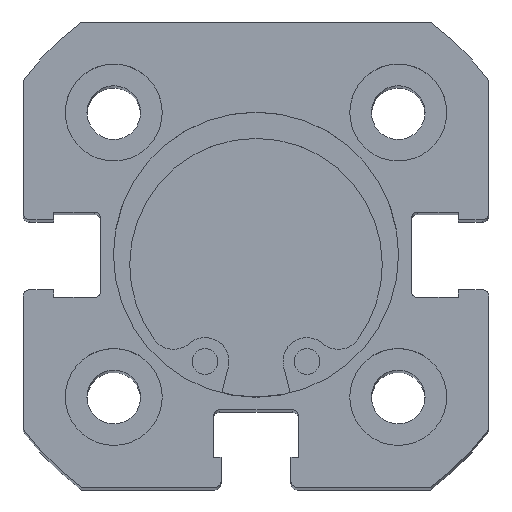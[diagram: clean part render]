
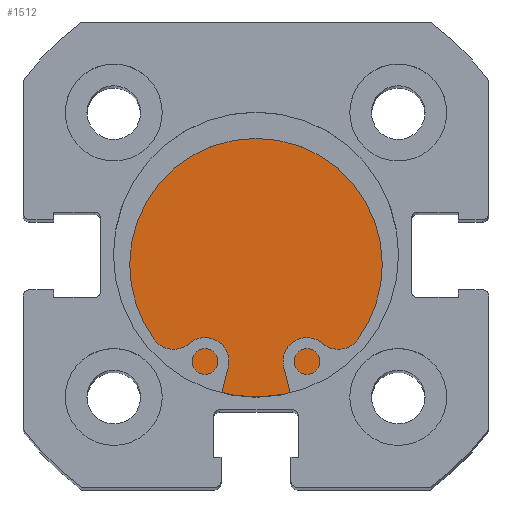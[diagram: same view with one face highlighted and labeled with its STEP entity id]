
A CAD part, top view. The second image highlights one B-rep face of the part: STEP entity #1512.
In plain terms, the highlighted face is planar.
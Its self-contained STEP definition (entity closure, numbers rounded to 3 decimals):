
#584 = VERTEX_POINT ( 'NONE', #1732 ) ;
#617 = VERTEX_POINT ( 'NONE', #1729 ) ;
#908 = EDGE_LOOP ( 'NONE', ( #1173, #1172 ) ) ;
#1172 = ORIENTED_EDGE ( 'NONE', *, *, #2635, .F. ) ;
#1173 = ORIENTED_EDGE ( 'NONE', *, *, #2644, .F. ) ;
#1512 = ADVANCED_FACE ( 'NONE', ( #3388 ), #5794, .F. ) ;
#1729 = CARTESIAN_POINT ( 'NONE',  ( 6., 0., -11. ) ) ;
#1732 = CARTESIAN_POINT ( 'NONE',  ( 6., 0., 11. ) ) ;
#2635 = EDGE_CURVE ( 'NONE', #617, #584, #4090, .T. ) ;
#2644 = EDGE_CURVE ( 'NONE', #584, #617, #4103, .T. ) ;
#2809 = AXIS2_PLACEMENT_3D ( 'NONE', #5377, #5774, #5775 ) ;
#3069 = AXIS2_PLACEMENT_3D ( 'NONE', #4960, #4967, #4968 ) ;
#3075 = AXIS2_PLACEMENT_3D ( 'NONE', #4983, #4990, #4991 ) ;
#3388 = FACE_OUTER_BOUND ( 'NONE', #908, .T. ) ;
#4090 = CIRCLE ( 'NONE', #3069, 11. ) ;
#4103 = CIRCLE ( 'NONE', #3075, 11. ) ;
#4960 = CARTESIAN_POINT ( 'NONE',  ( 6., 0., 0. ) ) ;
#4967 = DIRECTION ( 'NONE',  ( -1., 0., 0. ) ) ;
#4968 = DIRECTION ( 'NONE',  ( 0., 0., 1. ) ) ;
#4983 = CARTESIAN_POINT ( 'NONE',  ( 6., 0., 0. ) ) ;
#4990 = DIRECTION ( 'NONE',  ( -1., 0., 0. ) ) ;
#4991 = DIRECTION ( 'NONE',  ( 0., 0., 1. ) ) ;
#5377 = CARTESIAN_POINT ( 'NONE',  ( 6., 11., 0. ) ) ;
#5774 = DIRECTION ( 'NONE',  ( -1., 0., 0. ) ) ;
#5775 = DIRECTION ( 'NONE',  ( 0., 0., 1. ) ) ;
#5794 = PLANE ( 'NONE',  #2809 ) ;
